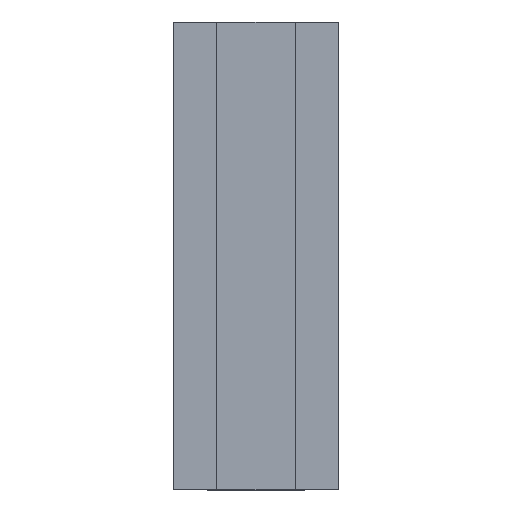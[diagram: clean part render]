
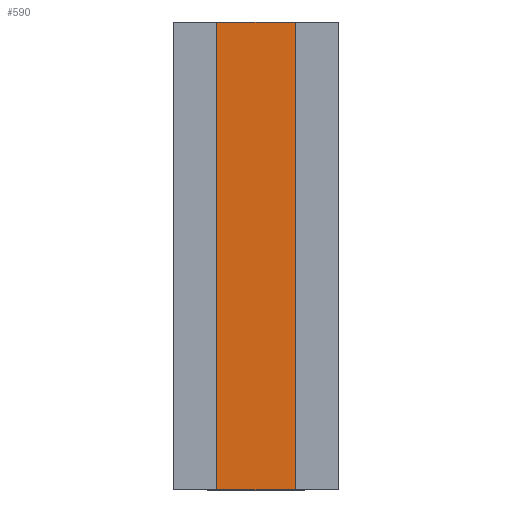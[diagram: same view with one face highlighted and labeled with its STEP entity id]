
A CAD part, top view. The second image highlights one B-rep face of the part: STEP entity #590.
In plain terms, the highlighted planar face has unit normal (0, 0, 1).
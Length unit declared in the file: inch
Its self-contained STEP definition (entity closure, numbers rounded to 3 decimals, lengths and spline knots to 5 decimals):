
#530=CARTESIAN_POINT('',(11.21246,4.1733,-0.235));
#531=VERTEX_POINT('',#530);
#538=CARTESIAN_POINT('',(11.21246,10.1733,-0.235));
#539=VERTEX_POINT('',#538);
#540=CARTESIAN_POINT('',(11.21246,7.1733,-0.235));
#541=DIRECTION('',(0.,-1.,0.));
#542=VECTOR('',#541,1.);
#543=LINE('',#540,#542);
#544=EDGE_CURVE('',#539,#531,#543,.T.);
#560=ORIENTED_EDGE('',*,*,#544,.T.);
#561=CARTESIAN_POINT('',(12.22246,4.1733,-0.235));
#562=VERTEX_POINT('',#561);
#563=CARTESIAN_POINT('',(11.46746,4.1733,-0.235));
#564=DIRECTION('',(1.,0.,0.));
#565=VECTOR('',#564,1.);
#566=LINE('',#563,#565);
#567=EDGE_CURVE('',#531,#562,#566,.T.);
#568=ORIENTED_EDGE('',*,*,#567,.T.);
#569=CARTESIAN_POINT('',(12.22246,10.1733,-0.235));
#570=VERTEX_POINT('',#569);
#571=CARTESIAN_POINT('',(12.22246,7.1733,-0.235));
#572=DIRECTION('',(0.,1.,0.));
#573=VECTOR('',#572,1.);
#574=LINE('',#571,#573);
#575=EDGE_CURVE('',#562,#570,#574,.T.);
#576=ORIENTED_EDGE('',*,*,#575,.T.);
#577=CARTESIAN_POINT('',(11.46746,10.1733,-0.235));
#578=DIRECTION('',(-1.,0.,0.));
#579=VECTOR('',#578,1.);
#580=LINE('',#577,#579);
#581=EDGE_CURVE('',#570,#539,#580,.T.);
#582=ORIENTED_EDGE('',*,*,#581,.T.);
#583=EDGE_LOOP('',(#560,#568,#576,#582));
#584=FACE_OUTER_BOUND('',#583,.T.);
#585=CARTESIAN_POINT('',(11.71746,7.1733,-0.235));
#586=DIRECTION('',(0.,0.,1.));
#587=DIRECTION('',(-1.,0.,0.));
#588=AXIS2_PLACEMENT_3D('',#585,#586,#587);
#589=PLANE('',#588);
#590=ADVANCED_FACE('',(#584),#589,.T.);
